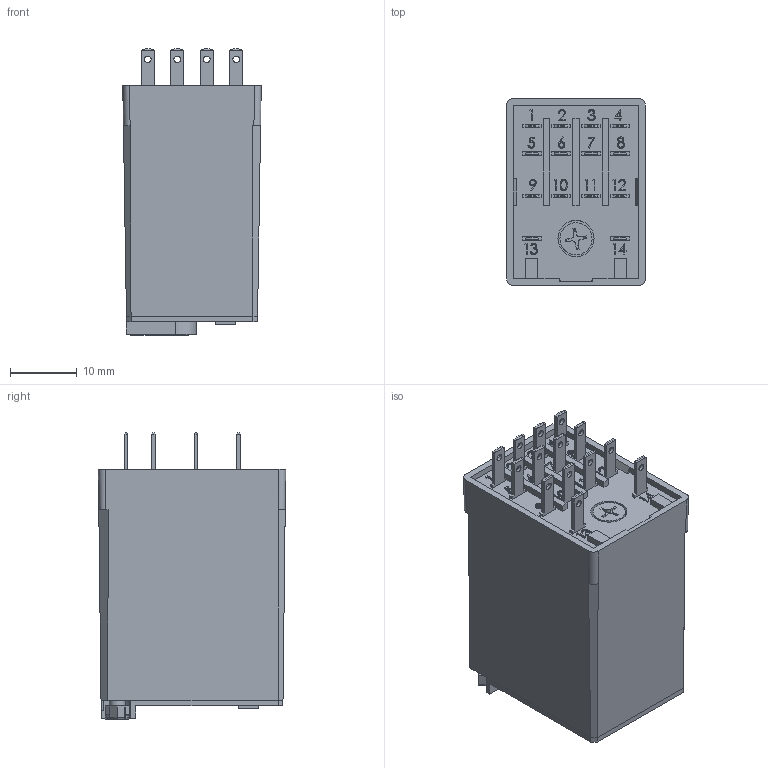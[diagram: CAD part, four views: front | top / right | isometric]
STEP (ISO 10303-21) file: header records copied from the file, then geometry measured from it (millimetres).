
FILE_DESCRIPTION (( 'STEP AP203' ), '1' );
FILE_NAME ('Ðåëå ÐÏ-Èð2 ñ êíîïêîé.STEP', '2019-11-18T08:13:02', ( '' ), ( '' ), 'SwSTEP 2.0', 'SolidWorks 2017', '' );
FILE_SCHEMA (( 'CONFIG_CONTROL_DESIGN' ));
Length unit declared in the file: millimetre
Products named in the file (30): ÔÈÌÄ.685461.001 ÑÁ Âûâîä ñ êîíòàêòîì; 匀棠.757462.005 蔓忸鋉攬寗.757461.005-01; 匀棠.757462.005 蔓忸鋉攬寗.757461.005; 匀棠.758141.001 妈眚_攬寗.758141.001 偍; ÔÈÌÄ.754342.001 Øèëüäèê; 埱昉.754516.001 扻錝魛1; 埱昉.753171.001 扱闀罻; Ðåëå ÐÏ-Èð2 ñ êíîïêîé; ÔÈÌÄ.685171.001 Êîíòàêòíàÿ ñèñòåìà äëÿ ìîäåëè_¤«ï á¡®àª¨; ﾔﾈﾌﾄ.757551.001 ﾎ魵瑙韃; ������� ���90+�1 0,4 �� 25-08-15 �� 1995-292-05785324-2009_��᪫������� ����
Assembly tree (28 placements, depth 4):
  Ðåëå ÐÏ-Èð2 ñ êíîïêîé
    ÔÈÌÄ.685171.001 Êîíòàêòíàÿ ñèñòåìà äëÿ ìîäåëè_¤«ï á¡®àª¨
      ﾔﾈﾌﾄ.757551.001 ﾎ魵瑙韃
      ÔÈÌÄ.685461.001 ÑÁ Âûâîä ñ êîíòàêòîì
        匀棠.757462.005 蔓忸鋉攬寗.757461.005
      匀棠.757462.005 蔓忸鋉攬寗.757461.005-01
      ÔÈÌÄ.685461.001 ÑÁ Âûâîä ñ êîíòàêòîì
        匀棠.757462.005 蔓忸鋉攬寗.757461.005
      ÔÈÌÄ.685461.001 ÑÁ Âûâîä ñ êîíòàêòîì
        匀棠.757462.005 蔓忸鋉攬寗.757461.005
      ÔÈÌÄ.685461.001 ÑÁ Âûâîä ñ êîíòàêòîì
        匀棠.757462.005 蔓忸鋉攬寗.757461.005
      ÔÈÌÄ.685461.001 ÑÁ Âûâîä ñ êîíòàêòîì
        匀棠.757462.005 蔓忸鋉攬寗.757461.005
      ÔÈÌÄ.685461.001 ÑÁ Âûâîä ñ êîíòàêòîì
        匀棠.757462.005 蔓忸鋉攬寗.757461.005
      ÔÈÌÄ.685461.001 ÑÁ Âûâîä ñ êîíòàêòîì
        匀棠.757462.005 蔓忸鋉攬寗.757461.005
      ÔÈÌÄ.685461.001 ÑÁ Âûâîä ñ êîíòàêòîì
        匀棠.757462.005 蔓忸鋉攬寗.757461.005
      匀棠.757462.005 蔓忸鋉攬寗.757461.005-01
      匀棠.757462.005 蔓忸鋉攬寗.757461.005-01
      匀棠.757462.005 蔓忸鋉攬寗.757461.005-01
      匀棠.757462.005 蔓忸鋉攬寗.757461.005-01
      匀棠.757462.005 蔓忸鋉攬寗.757461.005-01
    匀棠.758141.001 妈眚_攬寗.758141.001 偍
    ÔÈÌÄ.754342.001 Øèëüäèê
    埱昉.754516.001 扻錝魛1
    埱昉.753171.001 扱闀罻
  ������� ���90+�1 0,4 �� 25-08-15 �� 1995-292-05785324-2009_��᪫������� ����
Bounding box: 20.7 x 28 x 42.85 mm (x, y, z)
Volume: 6030.7 mm3; surface area: 11611.2 mm2
Topology: 19 solids, 19 shells, 997 faces, 2680 edges, 1774 vertices
Faces by surface type: plane 801, bspline 95, cylinder 91, torus 5, cone 3, sphere 2
Full cylindrical faces by diameter (mm): 1 x14, 1.7 x2, 2 x3, 2.4 x1, 3 x1, 3.2 x3, 4.8 x1, 5 x1, 5.4 x1
Entity records: 39000 total; most frequent: CARTESIAN_POINT 11519, ORIENTED_EDGE 5280, DIRECTION 4416, EDGE_CURVE 2640, VECTOR 2254, LINE 2254, VERTEX_POINT 1768, EDGE_LOOP 1146
